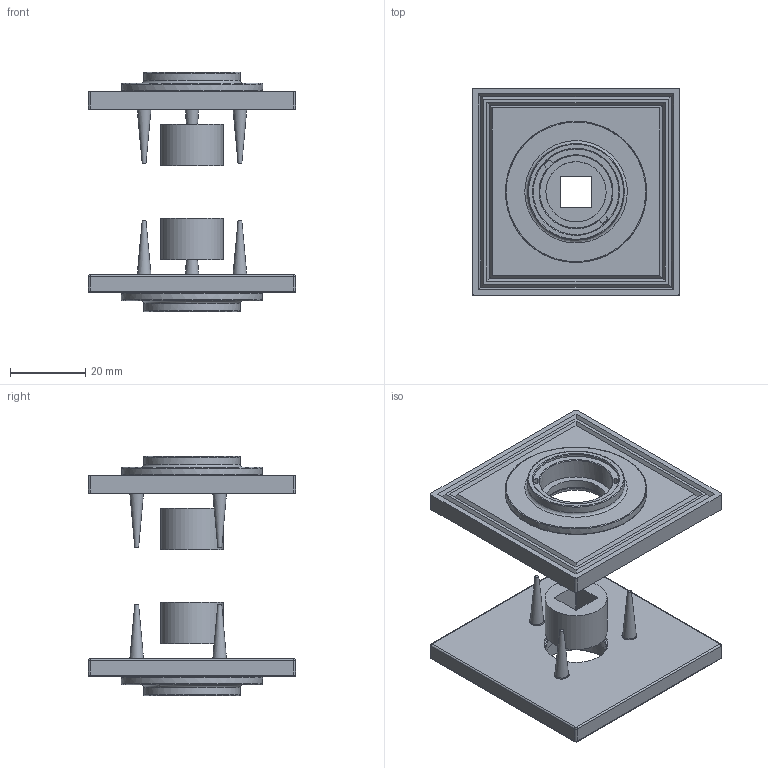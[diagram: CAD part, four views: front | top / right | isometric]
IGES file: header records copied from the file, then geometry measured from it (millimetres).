
Global section: file name: P8036; native system: Autodesk Inventor 2018; preprocessor: unknown; author: adaniels; date: 20190708.084747; units: millimetre
Bounding box: 55 x 55 x 63.52 mm (x, y, z)
Volume: 32776 mm3; surface area: 25830.4 mm2
Topology: 14 solids, 14 shells, 256 faces, 634 edges, 420 vertices
Faces by surface type: bspline 256
